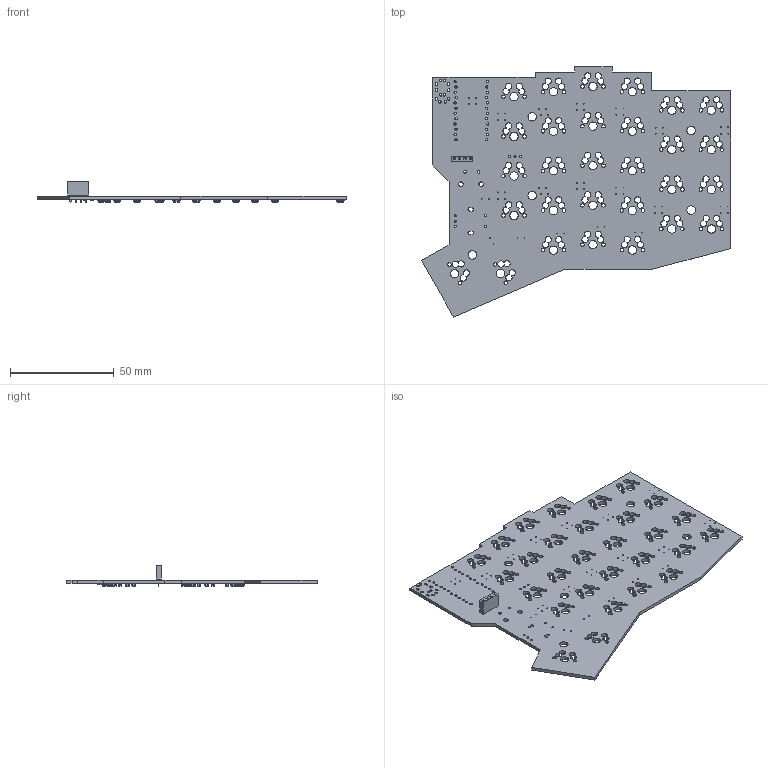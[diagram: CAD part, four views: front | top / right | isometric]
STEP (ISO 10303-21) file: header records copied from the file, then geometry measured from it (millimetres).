
FILE_DESCRIPTION(('KiCad electronic assembly'),'2;1');
FILE_NAME('EvanKeyboard.step','2021-04-06T12:31:48',('An Author'),( 'A Company'),'Open CASCADE STEP processor 6.9', 'KiCad to STEP converter','Unknown');
FILE_SCHEMA(('AUTOMOTIVE_DESIGN { 1 0 10303 214 1 1 1 1 }'));
Length unit declared in the file: millimetre
Products named in the file (8): Open CASCADE STEP translator 6.9 1; D_SOD-123; SOLID; R_1206_3216Metric; PinSocket_1x04_P2.54mm_Vertical; COMPOUND
Assembly tree (37 placements, depth 3):
  Open CASCADE STEP translator 6.9 1
    D_SOD-123  x30
      SOLID
    R_1206_3216Metric  x2
      SOLID
    PinSocket_1x04_P2.54mm_Vertical
      SOLID
    COMPOUND
Bounding box: 148.75 x 120.5 x 10.1 mm (x, y, z)
Volume: 19633.8 mm3; surface area: 29110.2 mm2
Topology: 34 solids, 34 shells, 2697 faces, 6657 edges, 4070 vertices
Faces by surface type: plane 1203, bspline 780, cylinder 714
Full cylindrical faces by diameter (mm): 0.4 x64, 1 x8, 1.092 x24, 1.2 x4, 1.3 x2, 1.7 x58, 2.2 x2, 4 x29, 4.1 x5
Entity records: 53617 total; most frequent: CARTESIAN_POINT 8819, DIRECTION 8281, ORIENTED_EDGE 4130, PCURVE 4130, DEFINITIONAL_REPRESENTATION 4130, LINE 3973, VECTOR 3973, EDGE_CURVE 2065
